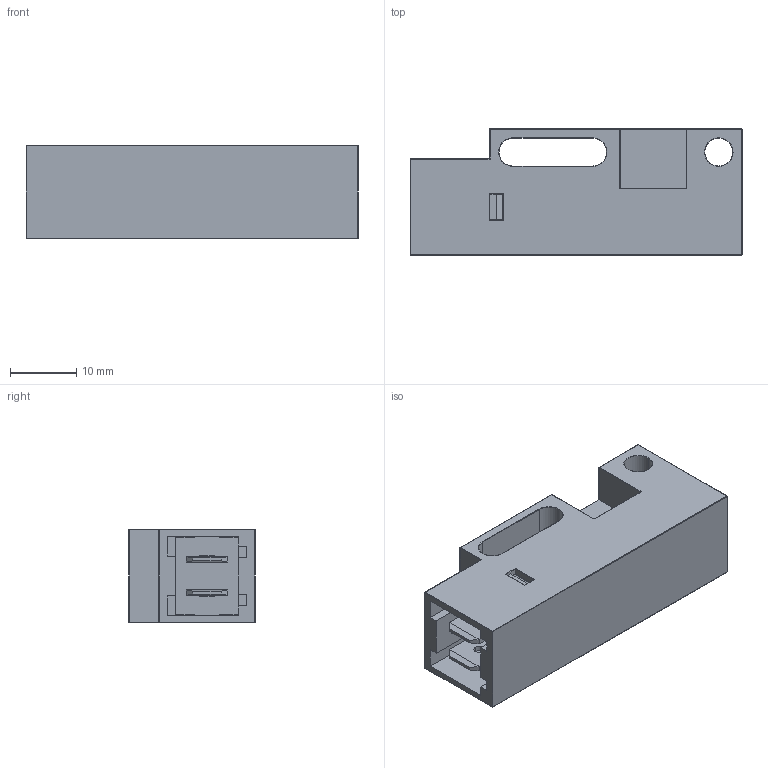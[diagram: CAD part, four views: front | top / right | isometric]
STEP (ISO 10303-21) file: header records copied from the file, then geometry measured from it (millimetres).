
FILE_DESCRIPTION (( 'STEP AP214' ), '1' );
FILE_NAME ('E710.STEP', '2021-12-30T08:43:55', ( '' ), ( '' ), 'SwSTEP 2.0', 'SolidWorks 2021', '' );
FILE_SCHEMA (( 'AUTOMOTIVE_DESIGN' ));
Length unit declared in the file: millimetre
Products named in the file (6): E710; 1E71 00 01 0000; 1SFA08000000; 2E 71 01 00 0000; 1E71 00 00 0000; 2R1B ZQ 00 0000
Assembly tree (6 placements, depth 4):
  E710
    1E71 00 00 0000
    2R1B ZQ 00 0000
      2E 71 01 00 0000
        1E71 00 01 0000
        1SFA08000000  x2
Bounding box: 50 x 19 x 14 mm (x, y, z)
Volume: 6669.1 mm3; surface area: 7833.7 mm2
Topology: 4 solids, 4 shells, 254 faces, 635 edges, 377 vertices
Faces by surface type: plane 153, cylinder 67, torus 17, sphere 17
Entity records: 6588 total; most frequent: CARTESIAN_POINT 1134, DIRECTION 1116, ORIENTED_EDGE 1078, EDGE_CURVE 539, LINE 402, VECTOR 402, AXIS2_PLACEMENT_3D 357, VERTEX_POINT 327
